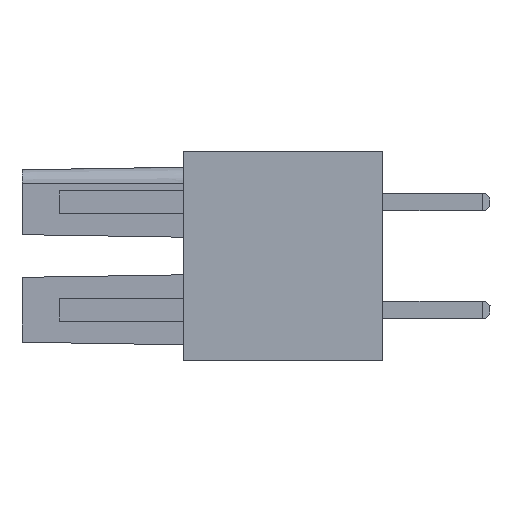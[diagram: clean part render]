
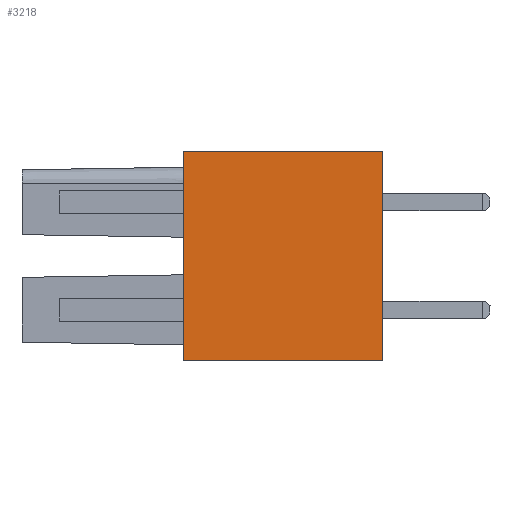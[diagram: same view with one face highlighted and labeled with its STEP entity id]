
A CAD part, left-side view. The second image highlights one B-rep face of the part: STEP entity #3218.
In plain terms, the highlighted planar face has unit normal (-1, 0, 0).
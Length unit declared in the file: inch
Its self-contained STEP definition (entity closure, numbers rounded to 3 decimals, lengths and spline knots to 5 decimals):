
#3218 = ADVANCED_FACE( '', ( #7181 ), #7182, .F. );
#7181 = FACE_OUTER_BOUND( '', #11857, .T. );
#7182 = PLANE( '', #11858 );
#11857 = EDGE_LOOP( '', ( #21922, #21923, #21924, #21925 ) );
#11858 = AXIS2_PLACEMENT_3D( '', #21926, #21927, #21928 );
#21922 = ORIENTED_EDGE( '', *, *, #30555, .T. );
#21923 = ORIENTED_EDGE( '', *, *, #32955, .F. );
#21924 = ORIENTED_EDGE( '', *, *, #29227, .F. );
#21925 = ORIENTED_EDGE( '', *, *, #32956, .T. );
#21926 = CARTESIAN_POINT( '', ( -1.2575, 0.185, -0.0975 ) );
#21927 = DIRECTION( '', ( 1., 0., 0. ) );
#21928 = DIRECTION( '', ( 0., 0., -1. ) );
#29227 = EDGE_CURVE( '', #35535, #35537, #35538, .T. );
#30555 = EDGE_CURVE( '', #37880, #37878, #37881, .T. );
#32955 = EDGE_CURVE( '', #35537, #37878, #41447, .T. );
#32956 = EDGE_CURVE( '', #35535, #37880, #41448, .T. );
#35535 = VERTEX_POINT( '', #44747 );
#35537 = VERTEX_POINT( '', #44750 );
#35538 = LINE( '', #44751, #44752 );
#37878 = VERTEX_POINT( '', #48189 );
#37880 = VERTEX_POINT( '', #48192 );
#37881 = LINE( '', #48193, #48194 );
#41447 = LINE( '', #53574, #53575 );
#41448 = LINE( '', #53576, #53577 );
#44747 = CARTESIAN_POINT( '', ( -1.2575, 0.185, -0.0975 ) );
#44750 = CARTESIAN_POINT( '', ( -1.2575, 0.185, 0.0975 ) );
#44751 = CARTESIAN_POINT( '', ( -1.2575, 0.185, -0.0975 ) );
#44752 = VECTOR( '', #56765, 39.37008 );
#48189 = CARTESIAN_POINT( '', ( -1.2575, 0., 0.0975 ) );
#48192 = CARTESIAN_POINT( '', ( -1.2575, 0., -0.0975 ) );
#48193 = CARTESIAN_POINT( '', ( -1.2575, 0., -0.0975 ) );
#48194 = VECTOR( '', #58044, 39.37008 );
#53574 = CARTESIAN_POINT( '', ( -1.2575, 0.185, 0.0975 ) );
#53575 = VECTOR( '', #59916, 39.37008 );
#53576 = CARTESIAN_POINT( '', ( -1.2575, 0.185, -0.0975 ) );
#53577 = VECTOR( '', #59917, 39.37008 );
#56765 = DIRECTION( '', ( 0., 0., 1. ) );
#58044 = DIRECTION( '', ( 0., 0., 1. ) );
#59916 = DIRECTION( '', ( 0., -1., 0. ) );
#59917 = DIRECTION( '', ( 0., -1., 0. ) );
